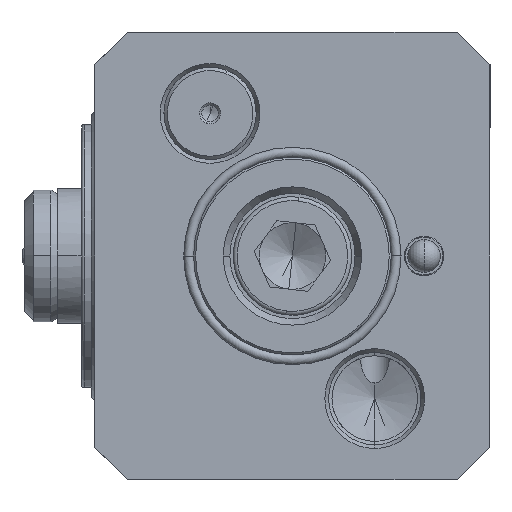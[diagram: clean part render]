
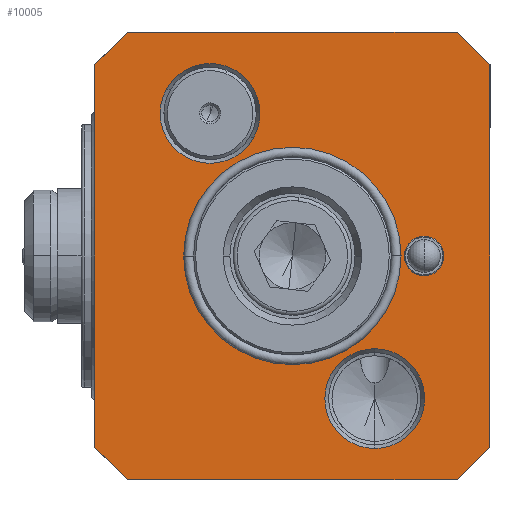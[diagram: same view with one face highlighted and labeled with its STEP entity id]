
A CAD part, front view. The second image highlights one B-rep face of the part: STEP entity #10005.
In plain terms, the highlighted planar face has unit normal (0, -1, 0).
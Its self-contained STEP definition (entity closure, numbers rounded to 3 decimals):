
#299 = CARTESIAN_POINT ( 'NONE',  ( -30., 0., -29. ) ) ;
#491 = DIRECTION ( 'NONE',  ( 1., 0., 0. ) ) ;
#782 = DIRECTION ( 'NONE',  ( 0.707, 0., -0.707 ) ) ;
#802 = DIRECTION ( 'NONE',  ( -1., 0., 0. ) ) ;
#878 = EDGE_CURVE ( 'NONE', #7264, #8883, #24662, .T. ) ;
#1236 = AXIS2_PLACEMENT_3D ( 'NONE', #16166, #2806, #22383 ) ;
#1359 = VERTEX_POINT ( 'NONE', #22900 ) ;
#1419 = EDGE_LOOP ( 'NONE', ( #7101, #15442 ) ) ;
#1872 = CARTESIAN_POINT ( 'NONE',  ( 12.5, 0., -14.073 ) ) ;
#2056 = EDGE_CURVE ( 'NONE', #17251, #22022, #22391, .T. ) ;
#2178 = DIRECTION ( 'NONE',  ( 1., 0., 0. ) ) ;
#2238 = LINE ( 'NONE', #17410, #10211 ) ;
#2254 = EDGE_CURVE ( 'NONE', #17248, #8883, #2238, .T. ) ;
#2306 = LINE ( 'NONE', #10960, #18480 ) ;
#2806 = DIRECTION ( 'NONE',  ( 0., 1., 0. ) ) ;
#3185 = CARTESIAN_POINT ( 'NONE',  ( 17., 0., 0. ) ) ;
#3568 = DIRECTION ( 'NONE',  ( 0., 1., 0. ) ) ;
#3681 = VERTEX_POINT ( 'NONE', #10865 ) ;
#3690 = PLANE ( 'NONE',  #11588 ) ;
#3810 = AXIS2_PLACEMENT_3D ( 'NONE', #14344, #11938, #18467 ) ;
#3979 = FACE_BOUND ( 'NONE', #1419, .T. ) ;
#4468 = CARTESIAN_POINT ( 'NONE',  ( 0., 0., 0. ) ) ;
#4480 = CARTESIAN_POINT ( 'NONE',  ( 30., 0., 29. ) ) ;
#4588 = CARTESIAN_POINT ( 'NONE',  ( -19.062, 0., 25.439 ) ) ;
#4661 = DIRECTION ( 'NONE',  ( 0., 0., -1. ) ) ;
#4785 = EDGE_CURVE ( 'NONE', #22235, #6202, #6745, .T. ) ;
#4821 = ORIENTED_EDGE ( 'NONE', *, *, #20515, .F. ) ;
#4877 = EDGE_LOOP ( 'NONE', ( #24711, #12014, #4821, #5701, #12924, #20682, #20095, #21990 ) ) ;
#5103 = VECTOR ( 'NONE', #5407, 1000. ) ;
#5240 = CARTESIAN_POINT ( 'NONE',  ( 25., 0., 34. ) ) ;
#5271 = ORIENTED_EDGE ( 'NONE', *, *, #9016, .F. ) ;
#5276 = VERTEX_POINT ( 'NONE', #3185 ) ;
#5407 = DIRECTION ( 'NONE',  ( -0.707, 0., -0.707 ) ) ;
#5465 = DIRECTION ( 'NONE',  ( -0.866, 0., 0.5 ) ) ;
#5487 = VERTEX_POINT ( 'NONE', #1872 ) ;
#5701 = ORIENTED_EDGE ( 'NONE', *, *, #5812, .T. ) ;
#5812 = EDGE_CURVE ( 'NONE', #15288, #17251, #16210, .T. ) ;
#6202 = VERTEX_POINT ( 'NONE', #4588 ) ;
#6652 = CIRCLE ( 'NONE', #24785, 3. ) ;
#6745 = CIRCLE ( 'NONE', #9018, 7.577 ) ;
#7083 = EDGE_CURVE ( 'NONE', #1359, #5487, #25029, .T. ) ;
#7101 = ORIENTED_EDGE ( 'NONE', *, *, #22529, .T. ) ;
#7264 = VERTEX_POINT ( 'NONE', #8499 ) ;
#7440 = CIRCLE ( 'NONE', #8327, 15.2 ) ;
#7453 = CARTESIAN_POINT ( 'NONE',  ( -30., 0., 34. ) ) ;
#7529 = LINE ( 'NONE', #5240, #9727 ) ;
#7822 = FACE_BOUND ( 'NONE', #22995, .T. ) ;
#7955 = CARTESIAN_POINT ( 'NONE',  ( -5.938, 0., 17.862 ) ) ;
#8032 = DIRECTION ( 'NONE',  ( 0., 0., -1. ) ) ;
#8327 = AXIS2_PLACEMENT_3D ( 'NONE', #4468, #14985, #10868 ) ;
#8333 = DIRECTION ( 'NONE',  ( -1., 0., 0. ) ) ;
#8499 = CARTESIAN_POINT ( 'NONE',  ( 25., 0., -34. ) ) ;
#8768 = ORIENTED_EDGE ( 'NONE', *, *, #10775, .T. ) ;
#8883 = VERTEX_POINT ( 'NONE', #17743 ) ;
#9016 = EDGE_CURVE ( 'NONE', #11260, #16181, #26915, .T. ) ;
#9018 = AXIS2_PLACEMENT_3D ( 'NONE', #11743, #22778, #5465 ) ;
#9727 = VECTOR ( 'NONE', #12071, 1000. ) ;
#9847 = VECTOR ( 'NONE', #24092, 1000. ) ;
#9960 = CARTESIAN_POINT ( 'NONE',  ( -30., 0., 34. ) ) ;
#10004 = CARTESIAN_POINT ( 'NONE',  ( 12.5, 0., -21.651 ) ) ;
#10005 = ADVANCED_FACE ( 'NONE', ( #23413, #3979, #12638, #7822, #16471 ), #3690, .F. ) ;
#10182 = DIRECTION ( 'NONE',  ( 0., 1., 0. ) ) ;
#10211 = VECTOR ( 'NONE', #10889, 1000. ) ;
#10582 = CARTESIAN_POINT ( 'NONE',  ( 0., 0., -15.2 ) ) ;
#10775 = EDGE_CURVE ( 'NONE', #5276, #14723, #6652, .T. ) ;
#10865 = CARTESIAN_POINT ( 'NONE',  ( 25., 0., 34. ) ) ;
#10868 = DIRECTION ( 'NONE',  ( 0., 0., -1. ) ) ;
#10889 = DIRECTION ( 'NONE',  ( 0., 0., -1. ) ) ;
#10960 = CARTESIAN_POINT ( 'NONE',  ( -30., 0., -34. ) ) ;
#10978 = EDGE_LOOP ( 'NONE', ( #25751, #27943 ) ) ;
#10999 = EDGE_CURVE ( 'NONE', #19730, #7264, #2306, .T. ) ;
#11052 = CARTESIAN_POINT ( 'NONE',  ( 30., 0., -29. ) ) ;
#11260 = VERTEX_POINT ( 'NONE', #15670 ) ;
#11588 = AXIS2_PLACEMENT_3D ( 'NONE', #9960, #3568, #19025 ) ;
#11608 = DIRECTION ( 'NONE',  ( 0., 1., 0. ) ) ;
#11640 = CARTESIAN_POINT ( 'NONE',  ( -30., 0., 34. ) ) ;
#11743 = CARTESIAN_POINT ( 'NONE',  ( -12.5, 0., 21.651 ) ) ;
#11938 = DIRECTION ( 'NONE',  ( 0., -1., 0. ) ) ;
#12014 = ORIENTED_EDGE ( 'NONE', *, *, #18750, .T. ) ;
#12071 = DIRECTION ( 'NONE',  ( -0.707, 0., 0.707 ) ) ;
#12072 = CARTESIAN_POINT ( 'NONE',  ( 23., 0., 0. ) ) ;
#12317 = EDGE_CURVE ( 'NONE', #14723, #5276, #15373, .T. ) ;
#12638 = FACE_BOUND ( 'NONE', #10978, .T. ) ;
#12661 = EDGE_CURVE ( 'NONE', #5487, #1359, #14929, .T. ) ;
#12924 = ORIENTED_EDGE ( 'NONE', *, *, #2056, .T. ) ;
#14117 = LINE ( 'NONE', #7453, #19238 ) ;
#14344 = CARTESIAN_POINT ( 'NONE',  ( 0., 0., 0. ) ) ;
#14469 = EDGE_LOOP ( 'NONE', ( #8768, #16269 ) ) ;
#14723 = VERTEX_POINT ( 'NONE', #12072 ) ;
#14929 = CIRCLE ( 'NONE', #18561, 7.577 ) ;
#14985 = DIRECTION ( 'NONE',  ( 0., -1., 0. ) ) ;
#15288 = VERTEX_POINT ( 'NONE', #21467 ) ;
#15373 = CIRCLE ( 'NONE', #23969, 3. ) ;
#15442 = ORIENTED_EDGE ( 'NONE', *, *, #4785, .T. ) ;
#15463 = CARTESIAN_POINT ( 'NONE',  ( 12.5, 0., -21.651 ) ) ;
#15670 = CARTESIAN_POINT ( 'NONE',  ( 0., 0., 15.2 ) ) ;
#16024 = DIRECTION ( 'NONE',  ( 0.707, 0., 0.707 ) ) ;
#16166 = CARTESIAN_POINT ( 'NONE',  ( -12.5, 0., 21.651 ) ) ;
#16181 = VERTEX_POINT ( 'NONE', #10582 ) ;
#16210 = LINE ( 'NONE', #24845, #5103 ) ;
#16269 = ORIENTED_EDGE ( 'NONE', *, *, #12317, .T. ) ;
#16471 = FACE_OUTER_BOUND ( 'NONE', #4877, .T. ) ;
#17248 = VERTEX_POINT ( 'NONE', #4480 ) ;
#17251 = VERTEX_POINT ( 'NONE', #17807 ) ;
#17410 = CARTESIAN_POINT ( 'NONE',  ( 30., 0., 34. ) ) ;
#17729 = DIRECTION ( 'NONE',  ( 0., -1., 0. ) ) ;
#17743 = CARTESIAN_POINT ( 'NONE',  ( 30., 0., -29. ) ) ;
#17807 = CARTESIAN_POINT ( 'NONE',  ( -30., 0., 29. ) ) ;
#18228 = LINE ( 'NONE', #20230, #22875 ) ;
#18464 = CIRCLE ( 'NONE', #1236, 7.577 ) ;
#18467 = DIRECTION ( 'NONE',  ( 0., 0., -1. ) ) ;
#18480 = VECTOR ( 'NONE', #2178, 1000. ) ;
#18524 = CARTESIAN_POINT ( 'NONE',  ( -25., 0., -34. ) ) ;
#18561 = AXIS2_PLACEMENT_3D ( 'NONE', #10004, #18942, #8032 ) ;
#18750 = EDGE_CURVE ( 'NONE', #17248, #3681, #7529, .T. ) ;
#18942 = DIRECTION ( 'NONE',  ( 0., -1., 0. ) ) ;
#19025 = DIRECTION ( 'NONE',  ( 0., 0., 1. ) ) ;
#19238 = VECTOR ( 'NONE', #491, 1000. ) ;
#19420 = EDGE_CURVE ( 'NONE', #16181, #11260, #7440, .T. ) ;
#19730 = VERTEX_POINT ( 'NONE', #18524 ) ;
#20062 = AXIS2_PLACEMENT_3D ( 'NONE', #15463, #17729, #4661 ) ;
#20095 = ORIENTED_EDGE ( 'NONE', *, *, #10999, .T. ) ;
#20230 = CARTESIAN_POINT ( 'NONE',  ( -30., 0., -29. ) ) ;
#20401 = VECTOR ( 'NONE', #16024, 1000. ) ;
#20515 = EDGE_CURVE ( 'NONE', #15288, #3681, #14117, .T. ) ;
#20593 = EDGE_CURVE ( 'NONE', #22022, #19730, #18228, .T. ) ;
#20682 = ORIENTED_EDGE ( 'NONE', *, *, #20593, .T. ) ;
#21467 = CARTESIAN_POINT ( 'NONE',  ( -25., 0., 34. ) ) ;
#21990 = ORIENTED_EDGE ( 'NONE', *, *, #878, .T. ) ;
#22022 = VERTEX_POINT ( 'NONE', #299 ) ;
#22235 = VERTEX_POINT ( 'NONE', #7955 ) ;
#22383 = DIRECTION ( 'NONE',  ( -0.866, 0., 0.5 ) ) ;
#22391 = LINE ( 'NONE', #11640, #9847 ) ;
#22529 = EDGE_CURVE ( 'NONE', #6202, #22235, #18464, .T. ) ;
#22778 = DIRECTION ( 'NONE',  ( 0., 1., 0. ) ) ;
#22875 = VECTOR ( 'NONE', #782, 1000. ) ;
#22900 = CARTESIAN_POINT ( 'NONE',  ( 12.5, 0., -29.228 ) ) ;
#22995 = EDGE_LOOP ( 'NONE', ( #25057, #5271 ) ) ;
#23413 = FACE_BOUND ( 'NONE', #14469, .T. ) ;
#23969 = AXIS2_PLACEMENT_3D ( 'NONE', #27759, #10182, #8333 ) ;
#24092 = DIRECTION ( 'NONE',  ( 0., 0., -1. ) ) ;
#24207 = CARTESIAN_POINT ( 'NONE',  ( 20., 0., 0. ) ) ;
#24662 = LINE ( 'NONE', #11052, #20401 ) ;
#24711 = ORIENTED_EDGE ( 'NONE', *, *, #2254, .F. ) ;
#24785 = AXIS2_PLACEMENT_3D ( 'NONE', #24207, #11608, #802 ) ;
#24845 = CARTESIAN_POINT ( 'NONE',  ( -25., 0., 34. ) ) ;
#25029 = CIRCLE ( 'NONE', #20062, 7.577 ) ;
#25057 = ORIENTED_EDGE ( 'NONE', *, *, #19420, .F. ) ;
#25751 = ORIENTED_EDGE ( 'NONE', *, *, #7083, .F. ) ;
#26915 = CIRCLE ( 'NONE', #3810, 15.2 ) ;
#27759 = CARTESIAN_POINT ( 'NONE',  ( 20., 0., 0. ) ) ;
#27943 = ORIENTED_EDGE ( 'NONE', *, *, #12661, .F. ) ;
